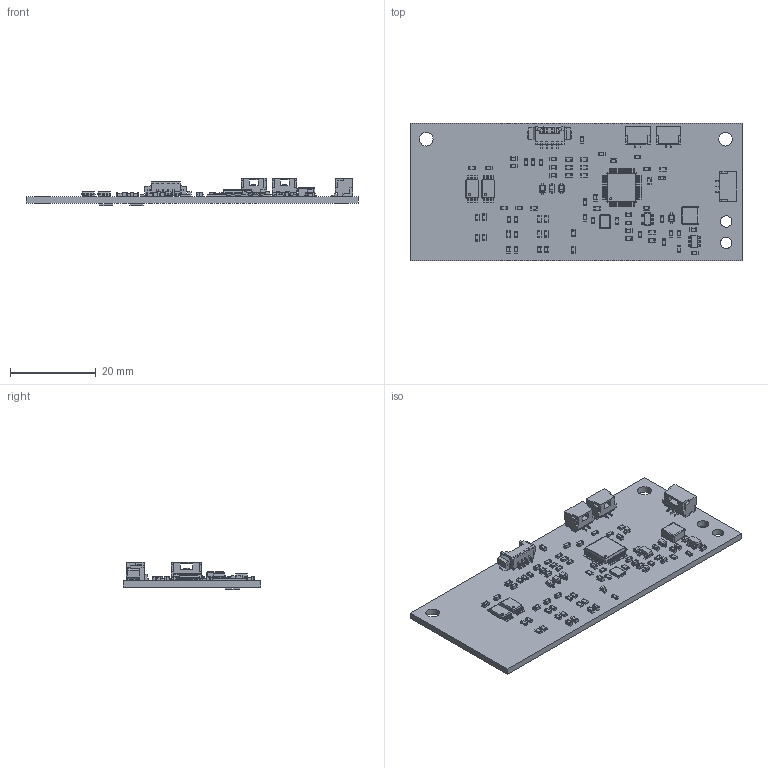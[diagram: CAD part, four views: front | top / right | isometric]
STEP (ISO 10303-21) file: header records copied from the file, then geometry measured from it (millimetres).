
FILE_DESCRIPTION(('KiCad electronic assembly'),'2;1');
FILE_NAME('dribbler_driver.step','2025-04-16T10:59:15',('Pcbnew'),( 'Kicad'),'Open CASCADE STEP processor 7.8','KiCad to STEP converter' ,'Unknown');
FILE_SCHEMA(('AUTOMOTIVE_DESIGN { 1 0 10303 214 1 1 1 1 }'));
Length unit declared in the file: millimetre
Products named in the file (16): dribbler_driver 1; D_SOD-323; Crystal_SMD_SeikoEpson_TSX3225-4Pin_3.2x2.5mm; R_0603_1608Metric; C_0603_1608Metric; JST_GH_SM03B-GHS-TB_1x03-1MP_P1.25mm_Horizontal; TSSOP-8_4.4x3mm_P0.65mm; Molex_PicoBlade_53261-0471_1x04-1MP_P1.25mm_Horizontal; SOT-23-5; L_Changjiang_FNR4020S; LED_0603_1608Metric; JST_GH_SM02B-GHS-TB_1x02-1MP_P1.25mm_Horizontal; SOT-23-6; LQFP-48_7x7mm_P0.5mm; R_1206_3216Metric; dribbler_driver_PCB
Assembly tree (84 placements, depth 2):
  dribbler_driver 1
    D_SOD-323  x4
    Crystal_SMD_SeikoEpson_TSX3225-4Pin_3.2x2.5mm
    R_0603_1608Metric  x33
    C_0603_1608Metric  x29
    JST_GH_SM03B-GHS-TB_1x03-1MP_P1.25mm_Horizontal
    TSSOP-8_4.4x3mm_P0.65mm  x2
    Molex_PicoBlade_53261-0471_1x04-1MP_P1.25mm_Horizontal
    SOT-23-5
    L_Changjiang_FNR4020S
    LED_0603_1608Metric  x4
    JST_GH_SM02B-GHS-TB_1x02-1MP_P1.25mm_Horizontal  x2
    SOT-23-6
    LQFP-48_7x7mm_P0.5mm
    R_1206_3216Metric  x2
    dribbler_driver_PCB
Bounding box: 77.65 x 32.1 x 6.47 mm (x, y, z)
Volume: 4199.9 mm3; surface area: 7069.5 mm2
Topology: 84 solids, 84 shells, 4214 faces, 11050 edges, 7100 vertices
Faces by surface type: plane 2874, cylinder 1029, bspline 307, sphere 4
Full cylindrical faces by diameter (mm): 0.5 x3, 2.7 x2, 3.2 x2
Entity records: 75614 total; most frequent: CARTESIAN_POINT 14071, ORIENTED_EDGE 10242, DIRECTION 9261, EDGE_CURVE 5121, LINE 4237, VECTOR 4237, VERTEX_POINT 3258, AXIS2_PLACEMENT_3D 2512
